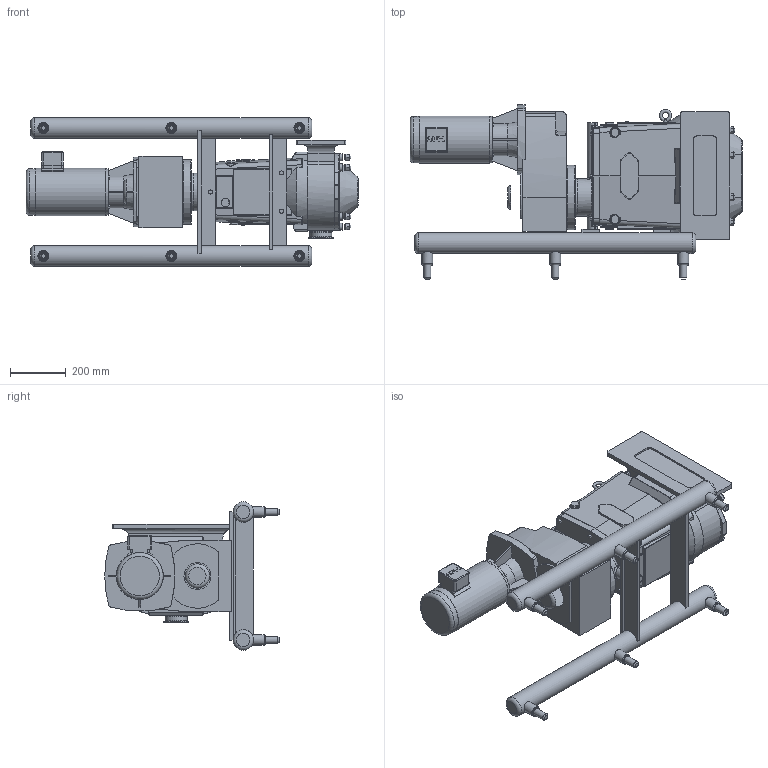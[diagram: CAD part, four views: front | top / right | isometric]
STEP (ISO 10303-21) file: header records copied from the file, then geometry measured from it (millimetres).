
FILE_DESCRIPTION(/* description */ (''),/* implementation_level */ '2;1');
FILE_NAME(/* name */ 'U2_184U2_145TC_(3.28 x 11.25)x3_S-Line_2HP_SM.stp',/* time_stamp */ '2020-10-20T15:43:50+05:00',/* author */ ('trtmhr'),/* organization */ (''),/* preprocessor_version */ 'ST-DEVELOPER v17',/* originating_system */ 'Autodesk Inventor 2018',/* authorisation */ '');
FILE_SCHEMA (('AUTOMOTIVE_DESIGN { 1 0 10303 214 3 1 1 }'));
Length unit declared in the file: inch
Products named in the file (1): U2_184U2_145TC_(3.28 x 11.25)x3_S-Line_2HP_SM
Bounding box: 1185.77 x 623.11 x 530.23 mm (x, y, z)
Volume: 82476839.9 mm3; surface area: 2622457.7 mm2
Topology: 6 solids, 6 shells, 1083 faces, 2778 edges, 1775 vertices
Faces by surface type: plane 490, cylinder 293, bspline 140, torus 93, cone 41, sphere 26
Full cylindrical faces by diameter (mm): 5.08 x1, 12.395 x5, 12.7 x4, 14.3 x3, 19.05 x8, 25.4 x14, 30.48 x1, 38.1 x6, 76.2 x1, 78.461 x1, 78.486 x1, 79.477 x1, 91.008 x1, 133.35 x1, 165.989 x1, 166.116 x1, 168.402 x1, 229.997 x1, 230.124 x1
Entity records: 37646 total; most frequent: CARTESIAN_POINT 11268, ORIENTED_EDGE 5536, DIRECTION 5440, EDGE_CURVE 2768, AXIS2_PLACEMENT_3D 2019, VERTEX_POINT 1775, LINE 1402, VECTOR 1402
